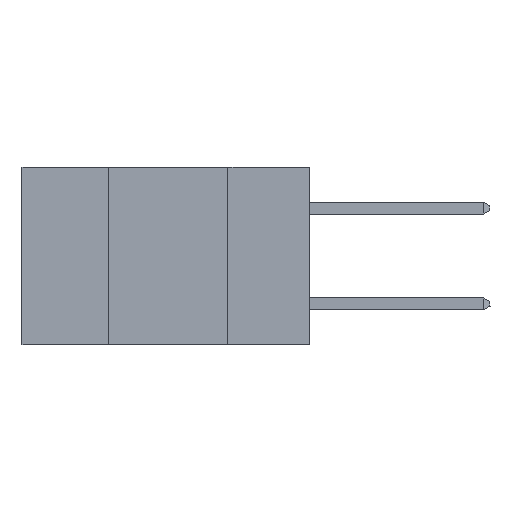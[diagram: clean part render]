
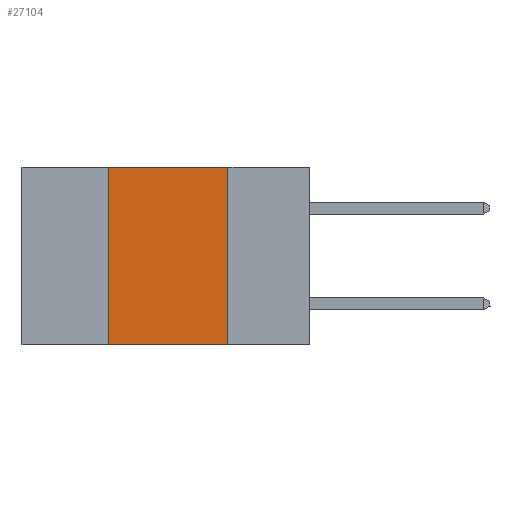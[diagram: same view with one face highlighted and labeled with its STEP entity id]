
A CAD part, left-side view. The second image highlights one B-rep face of the part: STEP entity #27104.
In plain terms, the highlighted planar face has unit normal (-1, 0, 0).
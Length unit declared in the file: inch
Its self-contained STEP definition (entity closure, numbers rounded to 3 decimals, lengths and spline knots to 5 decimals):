
#126 = VERTEX_POINT ( 'NONE', #3654 ) ;
#898 = VECTOR ( 'NONE', #11369, 39.37008 ) ;
#2307 = FACE_OUTER_BOUND ( 'NONE', #27863, .T. ) ;
#2994 = DIRECTION ( 'NONE',  ( 0., -1., 0. ) ) ;
#3065 = VECTOR ( 'NONE', #19091, 39.37008 ) ;
#3654 = CARTESIAN_POINT ( 'NONE',  ( 0., 0.42, 0. ) ) ;
#5072 = DIRECTION ( 'NONE',  ( 0., -1., 0. ) ) ;
#6259 = ORIENTED_EDGE ( 'NONE', *, *, #29473, .F. ) ;
#7575 = EDGE_CURVE ( 'NONE', #24641, #27095, #21314, .T. ) ;
#9492 = VERTEX_POINT ( 'NONE', #14281 ) ;
#9937 = CARTESIAN_POINT ( 'NONE',  ( 0., 0.17, 0. ) ) ;
#11369 = DIRECTION ( 'NONE',  ( 0., 0., 1. ) ) ;
#11465 = CARTESIAN_POINT ( 'NONE',  ( 0., 0.6, 0. ) ) ;
#11550 = CARTESIAN_POINT ( 'NONE',  ( 0., 0.6, 0. ) ) ;
#14281 = CARTESIAN_POINT ( 'NONE',  ( 0., 0.17, 0. ) ) ;
#14498 = EDGE_CURVE ( 'NONE', #9492, #27095, #16692, .T. ) ;
#15535 = CARTESIAN_POINT ( 'NONE',  ( 0., 0.17, -0.37 ) ) ;
#16027 = CARTESIAN_POINT ( 'NONE',  ( 0., 0.42, 0. ) ) ;
#16299 = ORIENTED_EDGE ( 'NONE', *, *, #17756, .F. ) ;
#16692 = LINE ( 'NONE', #9937, #3065 ) ;
#17756 = EDGE_CURVE ( 'NONE', #24641, #126, #25021, .T. ) ;
#19091 = DIRECTION ( 'NONE',  ( 0., 0., -1. ) ) ;
#20187 = DIRECTION ( 'NONE',  ( 0., 0., -1. ) ) ;
#20323 = ORIENTED_EDGE ( 'NONE', *, *, #14498, .F. ) ;
#20853 = LINE ( 'NONE', #11550, #23280 ) ;
#21314 = LINE ( 'NONE', #23554, #22533 ) ;
#22436 = DIRECTION ( 'NONE',  ( 1., 0., 0. ) ) ;
#22533 = VECTOR ( 'NONE', #2994, 39.37008 ) ;
#23280 = VECTOR ( 'NONE', #5072, 39.37008 ) ;
#23554 = CARTESIAN_POINT ( 'NONE',  ( 0., 0.6, -0.37 ) ) ;
#24641 = VERTEX_POINT ( 'NONE', #28773 ) ;
#25021 = LINE ( 'NONE', #16027, #898 ) ;
#25267 = PLANE ( 'NONE',  #26090 ) ;
#26090 = AXIS2_PLACEMENT_3D ( 'NONE', #11465, #22436, #20187 ) ;
#26812 = ORIENTED_EDGE ( 'NONE', *, *, #7575, .T. ) ;
#27095 = VERTEX_POINT ( 'NONE', #15535 ) ;
#27104 = ADVANCED_FACE ( 'NONE', ( #2307 ), #25267, .F. ) ;
#27863 = EDGE_LOOP ( 'NONE', ( #20323, #6259, #16299, #26812 ) ) ;
#28773 = CARTESIAN_POINT ( 'NONE',  ( 0., 0.42, -0.37 ) ) ;
#29473 = EDGE_CURVE ( 'NONE', #126, #9492, #20853, .T. ) ;
